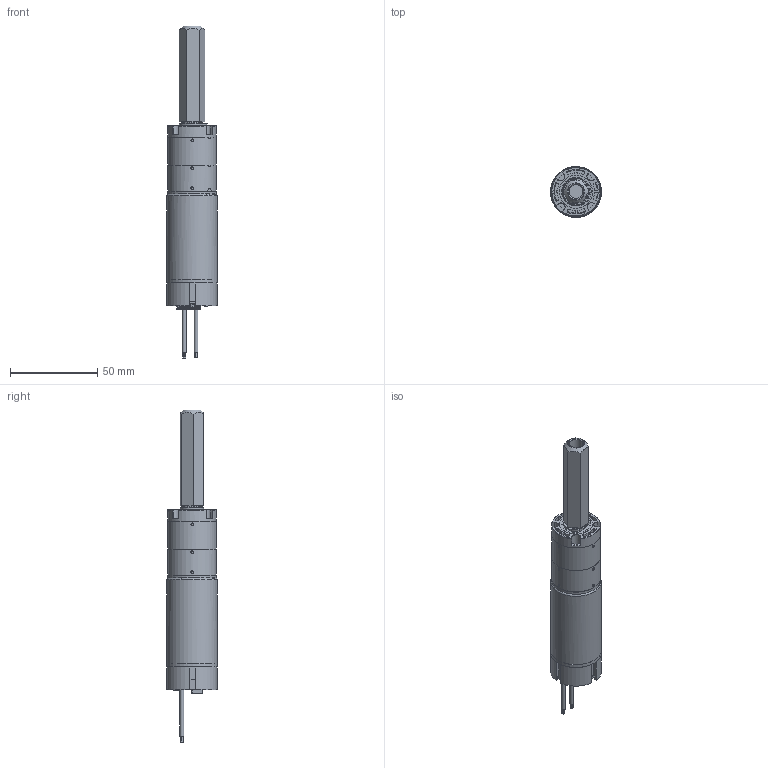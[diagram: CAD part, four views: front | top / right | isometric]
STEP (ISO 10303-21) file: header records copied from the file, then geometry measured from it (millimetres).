
FILE_DESCRIPTION(/* description */ ('STEP AP214'),/* implementation_level */ '2;1');
FILE_NAME(/* name */ '2019-12-30 JE-PLG-149 with adapter R1.stp',/* time_stamp */ '2019-12-30T13:56:25-05:00',/* author */ ('Kevin'),/* organization */ (''),/* preprocessor_version */ 'ST-DEVELOPER v18',/* originating_system */ 'Autodesk Inventor 2020',/* authorisation */ '');
FILE_SCHEMA (('AUTOMOTIVE_DESIGN { 1 0 10303 214 3 1 1 }'));
Products named in the file (3): 2019-11-1 JE-PLG-149 with adapter R1; JE-PLG-149; JE-PLG-ADPTR-1
Assembly tree (2 placements, depth 2):
  2019-11-1 JE-PLG-149 with adapter R1
    JE-PLG-149
    JE-PLG-ADPTR-1
Bounding box: 29.2 x 29.19 x 190.27 mm (x, y, z)
Volume: 46757.3 mm3; surface area: 39036.5 mm2
Topology: 25 solids, 33 shells, 2297 faces, 6318 edges, 4106 vertices
Faces by surface type: plane 1206, cylinder 835, cone 124, bspline 51, torus 50, sphere 31
Full cylindrical faces by diameter (mm): 1 x4, 1.4 x4, 1.5 x20, 1.8 x2, 2.2 x2, 2.3 x1, 2.5 x4, 2.55 x2, 2.9 x1, 3 x6, 3.175 x1, 3.4 x1, 3.8 x2, 7.2 x1, 7.9 x1, 8 x1, 8.5 x1, 8.8 x2, 9.6 x1, 10.8 x1, 11.5 x1, 12 x3, 12.4 x1, 16 x1, 18.5 x2, 19 x1, 25.5 x4, 27.3 x1, 28 x4, 29.1 x1
Entity records: 78934 total; most frequent: CARTESIAN_POINT 18419, ORIENTED_EDGE 12626, DIRECTION 12578, EDGE_CURVE 6313, AXIS2_PLACEMENT_3D 4375, VERTEX_POINT 4106, LINE 3828, VECTOR 3828
